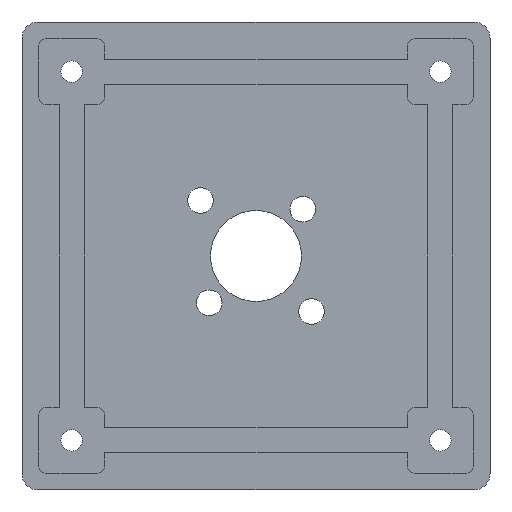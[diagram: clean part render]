
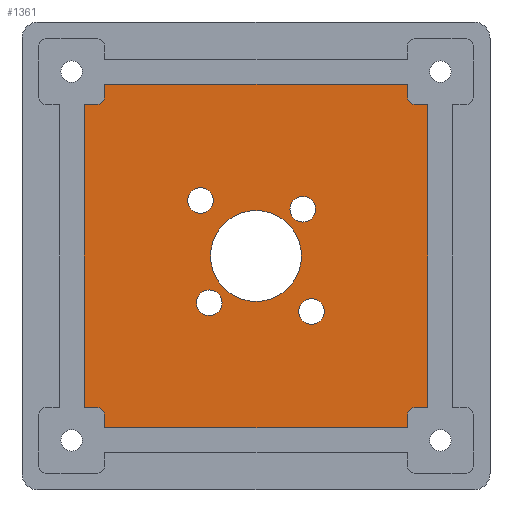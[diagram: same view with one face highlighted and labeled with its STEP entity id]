
A CAD part, front view. The second image highlights one B-rep face of the part: STEP entity #1361.
In plain terms, the highlighted planar face has unit normal (0, -1, 0).
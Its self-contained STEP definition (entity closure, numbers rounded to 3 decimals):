
#50=FACE_BOUND('',#250,.T.);
#51=FACE_BOUND('',#251,.T.);
#52=FACE_BOUND('',#252,.T.);
#53=FACE_BOUND('',#253,.T.);
#54=FACE_BOUND('',#254,.T.);
#83=CIRCLE('',#1433,1.);
#89=CIRCLE('',#1448,1.);
#93=CIRCLE('',#1457,1.);
#103=CIRCLE('',#1473,1.);
#105=CIRCLE('',#1486,5.5);
#106=CIRCLE('',#1487,1.55);
#107=CIRCLE('',#1488,1.55);
#108=CIRCLE('',#1489,1.55);
#109=CIRCLE('',#1490,1.55);
#174=FACE_OUTER_BOUND('',#249,.T.);
#249=EDGE_LOOP('',(#1171,#1172,#1173,#1174,#1175,#1176,#1177,#1178,#1179,
#1180,#1181,#1182,#1183,#1184,#1185,#1186));
#250=EDGE_LOOP('',(#1187));
#251=EDGE_LOOP('',(#1188));
#252=EDGE_LOOP('',(#1189));
#253=EDGE_LOOP('',(#1190));
#254=EDGE_LOOP('',(#1191));
#284=LINE('',#1925,#421);
#315=LINE('',#2020,#452);
#322=LINE('',#2034,#459);
#327=LINE('',#2043,#464);
#331=LINE('',#2053,#468);
#342=LINE('',#2076,#479);
#356=LINE('',#2107,#493);
#358=LINE('',#2115,#495);
#376=LINE('',#2166,#513);
#378=LINE('',#2174,#515);
#384=LINE('',#2189,#521);
#395=LINE('',#2225,#532);
#421=VECTOR('',#1529,10.);
#452=VECTOR('',#1600,10.);
#459=VECTOR('',#1611,10.);
#464=VECTOR('',#1618,10.);
#468=VECTOR('',#1626,10.);
#479=VECTOR('',#1645,10.);
#493=VECTOR('',#1675,10.);
#495=VECTOR('',#1685,10.);
#513=VECTOR('',#1743,10.);
#515=VECTOR('',#1753,10.);
#521=VECTOR('',#1769,10.);
#532=VECTOR('',#1814,10.);
#558=VERTEX_POINT('',#1923);
#559=VERTEX_POINT('',#1924);
#602=VERTEX_POINT('',#2018);
#603=VERTEX_POINT('',#2019);
#608=VERTEX_POINT('',#2033);
#611=VERTEX_POINT('',#2041);
#614=VERTEX_POINT('',#2051);
#615=VERTEX_POINT('',#2052);
#622=VERTEX_POINT('',#2074);
#623=VERTEX_POINT('',#2075);
#632=VERTEX_POINT('',#2105);
#634=VERTEX_POINT('',#2111);
#642=VERTEX_POINT('',#2146);
#647=VERTEX_POINT('',#2164);
#649=VERTEX_POINT('',#2170);
#653=VERTEX_POINT('',#2187);
#665=VERTEX_POINT('',#2238);
#666=VERTEX_POINT('',#2240);
#667=VERTEX_POINT('',#2242);
#668=VERTEX_POINT('',#2244);
#669=VERTEX_POINT('',#2246);
#688=EDGE_CURVE('',#558,#559,#284,.T.);
#735=EDGE_CURVE('',#602,#603,#315,.T.);
#742=EDGE_CURVE('',#608,#602,#322,.T.);
#747=EDGE_CURVE('',#603,#611,#327,.T.);
#751=EDGE_CURVE('',#614,#615,#331,.T.);
#762=EDGE_CURVE('',#622,#623,#342,.T.);
#778=EDGE_CURVE('',#559,#632,#356,.T.);
#781=EDGE_CURVE('',#634,#632,#83,.F.);
#782=EDGE_CURVE('',#634,#622,#358,.T.);
#799=EDGE_CURVE('',#642,#611,#89,.F.);
#808=EDGE_CURVE('',#623,#647,#376,.T.);
#811=EDGE_CURVE('',#649,#647,#93,.F.);
#812=EDGE_CURVE('',#649,#614,#378,.T.);
#820=EDGE_CURVE('',#615,#653,#384,.T.);
#834=EDGE_CURVE('',#608,#653,#103,.F.);
#839=EDGE_CURVE('',#642,#558,#395,.T.);
#845=EDGE_CURVE('',#665,#665,#105,.T.);
#846=EDGE_CURVE('',#666,#666,#106,.T.);
#847=EDGE_CURVE('',#667,#667,#107,.T.);
#848=EDGE_CURVE('',#668,#668,#108,.T.);
#849=EDGE_CURVE('',#669,#669,#109,.T.);
#1171=ORIENTED_EDGE('',*,*,#688,.T.);
#1172=ORIENTED_EDGE('',*,*,#778,.T.);
#1173=ORIENTED_EDGE('',*,*,#781,.F.);
#1174=ORIENTED_EDGE('',*,*,#782,.T.);
#1175=ORIENTED_EDGE('',*,*,#762,.T.);
#1176=ORIENTED_EDGE('',*,*,#808,.T.);
#1177=ORIENTED_EDGE('',*,*,#811,.F.);
#1178=ORIENTED_EDGE('',*,*,#812,.T.);
#1179=ORIENTED_EDGE('',*,*,#751,.T.);
#1180=ORIENTED_EDGE('',*,*,#820,.T.);
#1181=ORIENTED_EDGE('',*,*,#834,.F.);
#1182=ORIENTED_EDGE('',*,*,#742,.T.);
#1183=ORIENTED_EDGE('',*,*,#735,.T.);
#1184=ORIENTED_EDGE('',*,*,#747,.T.);
#1185=ORIENTED_EDGE('',*,*,#799,.F.);
#1186=ORIENTED_EDGE('',*,*,#839,.T.);
#1187=ORIENTED_EDGE('',*,*,#845,.T.);
#1188=ORIENTED_EDGE('',*,*,#846,.T.);
#1189=ORIENTED_EDGE('',*,*,#847,.T.);
#1190=ORIENTED_EDGE('',*,*,#848,.T.);
#1191=ORIENTED_EDGE('',*,*,#849,.T.);
#1304=PLANE('',#1485);
#1361=ADVANCED_FACE('',(#174,#50,#51,#52,#53,#54),#1304,.T.);
#1433=AXIS2_PLACEMENT_3D('',#2113,#1681,#1682);
#1448=AXIS2_PLACEMENT_3D('',#2148,#1723,#1724);
#1457=AXIS2_PLACEMENT_3D('',#2172,#1749,#1750);
#1473=AXIS2_PLACEMENT_3D('',#2213,#1794,#1795);
#1485=AXIS2_PLACEMENT_3D('',#2237,#1827,#1828);
#1486=AXIS2_PLACEMENT_3D('',#2239,#1829,#1830);
#1487=AXIS2_PLACEMENT_3D('',#2241,#1831,#1832);
#1488=AXIS2_PLACEMENT_3D('',#2243,#1833,#1834);
#1489=AXIS2_PLACEMENT_3D('',#2245,#1835,#1836);
#1490=AXIS2_PLACEMENT_3D('',#2247,#1837,#1838);
#1529=DIRECTION('',(0.,0.,1.));
#1600=DIRECTION('',(1.,0.,0.));
#1611=DIRECTION('',(0.,0.,-1.));
#1618=DIRECTION('',(0.,0.,1.));
#1626=DIRECTION('',(0.,0.,-1.));
#1645=DIRECTION('',(-1.,0.,0.));
#1675=DIRECTION('',(-1.,0.,0.));
#1681=DIRECTION('center_axis',(0.,1.,0.));
#1682=DIRECTION('ref_axis',(-0.707,0.,-0.707));
#1685=DIRECTION('',(0.,0.,1.));
#1723=DIRECTION('center_axis',(0.,1.,0.));
#1724=DIRECTION('ref_axis',(-0.707,0.,0.707));
#1743=DIRECTION('',(0.,0.,-1.));
#1749=DIRECTION('center_axis',(0.,1.,0.));
#1750=DIRECTION('ref_axis',(0.707,0.,-0.707));
#1753=DIRECTION('',(-1.,0.,0.));
#1769=DIRECTION('',(1.,0.,0.));
#1794=DIRECTION('center_axis',(0.,1.,0.));
#1795=DIRECTION('ref_axis',(0.707,0.,0.707));
#1814=DIRECTION('',(1.,0.,0.));
#1827=DIRECTION('center_axis',(0.,-1.,0.));
#1828=DIRECTION('ref_axis',(0.707,0.,-0.707));
#1829=DIRECTION('center_axis',(0.,1.,0.));
#1830=DIRECTION('ref_axis',(-1.,0.,0.));
#1831=DIRECTION('center_axis',(0.,1.,0.));
#1832=DIRECTION('ref_axis',(-1.,0.,0.));
#1833=DIRECTION('center_axis',(0.,1.,0.));
#1834=DIRECTION('ref_axis',(-1.,0.,0.));
#1835=DIRECTION('center_axis',(0.,1.,0.));
#1836=DIRECTION('ref_axis',(-1.,0.,0.));
#1837=DIRECTION('center_axis',(0.,1.,0.));
#1838=DIRECTION('ref_axis',(-1.,0.,0.));
#1923=CARTESIAN_POINT('',(-344.086,62.,193.295));
#1924=CARTESIAN_POINT('',(-344.086,62.,229.864));
#1925=CARTESIAN_POINT('',(-344.086,62.,220.721));
#2018=CARTESIAN_POINT('',(-383.155,62.,190.795));
#2019=CARTESIAN_POINT('',(-346.586,62.,190.795));
#2020=CARTESIAN_POINT('',(-354.247,62.,190.795));
#2033=CARTESIAN_POINT('',(-383.155,62.,192.295));
#2034=CARTESIAN_POINT('',(-383.155,62.,198.437));
#2041=CARTESIAN_POINT('',(-346.586,62.,192.295));
#2043=CARTESIAN_POINT('',(-346.586,62.,202.437));
#2051=CARTESIAN_POINT('',(-385.655,62.,229.864));
#2052=CARTESIAN_POINT('',(-385.655,62.,193.295));
#2053=CARTESIAN_POINT('',(-385.655,62.,202.437));
#2074=CARTESIAN_POINT('',(-346.586,62.,232.364));
#2075=CARTESIAN_POINT('',(-383.155,62.,232.364));
#2076=CARTESIAN_POINT('',(-372.532,62.,232.364));
#2105=CARTESIAN_POINT('',(-345.586,62.,229.864));
#2107=CARTESIAN_POINT('',(-354.247,62.,229.864));
#2111=CARTESIAN_POINT('',(-346.586,62.,230.864));
#2113=CARTESIAN_POINT('Origin',(-345.586,62.,230.864));
#2115=CARTESIAN_POINT('',(-346.586,62.,224.721));
#2146=CARTESIAN_POINT('',(-345.586,62.,193.295));
#2148=CARTESIAN_POINT('Origin',(-345.586,62.,192.295));
#2164=CARTESIAN_POINT('',(-383.155,62.,230.864));
#2166=CARTESIAN_POINT('',(-383.155,62.,220.721));
#2170=CARTESIAN_POINT('',(-384.155,62.,229.864));
#2172=CARTESIAN_POINT('Origin',(-384.155,62.,230.864));
#2174=CARTESIAN_POINT('',(-376.532,62.,229.864));
#2187=CARTESIAN_POINT('',(-384.155,62.,193.295));
#2189=CARTESIAN_POINT('',(-372.532,62.,193.295));
#2213=CARTESIAN_POINT('Origin',(-384.155,62.,192.295));
#2225=CARTESIAN_POINT('',(-350.247,62.,193.295));
#2237=CARTESIAN_POINT('Origin',(-361.909,62.,211.579));
#2238=CARTESIAN_POINT('',(-359.37,62.,211.579));
#2239=CARTESIAN_POINT('Origin',(-364.87,62.,211.579));
#2240=CARTESIAN_POINT('',(-370.038,62.,218.297));
#2241=CARTESIAN_POINT('Origin',(-371.588,62.,218.297));
#2242=CARTESIAN_POINT('',(-368.977,62.,205.923));
#2243=CARTESIAN_POINT('Origin',(-370.527,62.,205.923));
#2244=CARTESIAN_POINT('',(-357.663,62.,217.236));
#2245=CARTESIAN_POINT('Origin',(-359.213,62.,217.236));
#2246=CARTESIAN_POINT('',(-356.603,62.,204.862));
#2247=CARTESIAN_POINT('Origin',(-358.153,62.,204.862));
